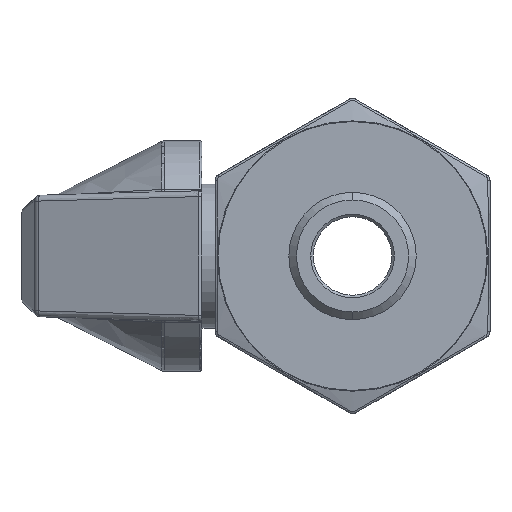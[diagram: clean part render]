
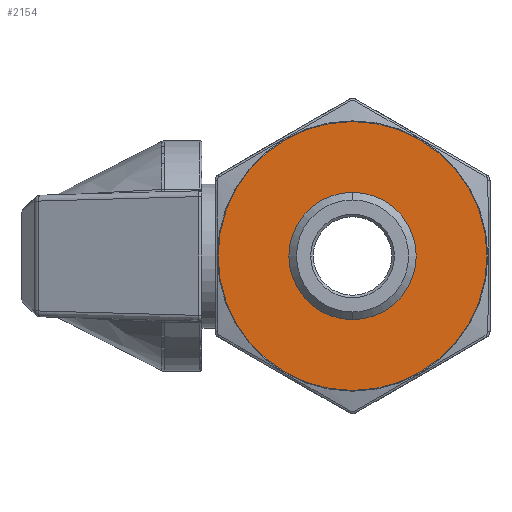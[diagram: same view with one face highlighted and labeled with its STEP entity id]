
A CAD part, left-side view. The second image highlights one B-rep face of the part: STEP entity #2154.
In plain terms, the highlighted planar face has unit normal (-1, 0, 0).
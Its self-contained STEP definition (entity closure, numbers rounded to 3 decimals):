
#1641 = DIRECTION ( 'NONE',  ( 0., 0., 1. ) ) ;
#2154 = ADVANCED_FACE ( 'NONE', ( #20486, #7582 ), #17389, .T. ) ;
#2313 = EDGE_CURVE ( 'NONE', #4332, #21831, #20769, .T. ) ;
#2438 = AXIS2_PLACEMENT_3D ( 'NONE', #12349, #15991, #1641 ) ;
#3289 = DIRECTION ( 'NONE',  ( 1., 0., 0. ) ) ;
#3575 = AXIS2_PLACEMENT_3D ( 'NONE', #17373, #3289, #19396 ) ;
#4332 = VERTEX_POINT ( 'NONE', #4620 ) ;
#4620 = CARTESIAN_POINT ( 'NONE',  ( -10.5, 0., 4.683 ) ) ;
#4802 = CARTESIAN_POINT ( 'NONE',  ( -10.5, 0., -4.683 ) ) ;
#5796 = DIRECTION ( 'NONE',  ( 0., 0., 1. ) ) ;
#6999 = CIRCLE ( 'NONE', #2438, 10.274 ) ;
#7582 = FACE_OUTER_BOUND ( 'NONE', #12534, .T. ) ;
#7671 = EDGE_LOOP ( 'NONE', ( #19565, #14591 ) ) ;
#8046 = AXIS2_PLACEMENT_3D ( 'NONE', #12113, #17544, #18772 ) ;
#10254 = EDGE_CURVE ( 'NONE', #20081, #21326, #6999, .T. ) ;
#10610 = CARTESIAN_POINT ( 'NONE',  ( -10.5, 0., 0. ) ) ;
#12113 = CARTESIAN_POINT ( 'NONE',  ( -10.5, 4.283, 0. ) ) ;
#12349 = CARTESIAN_POINT ( 'NONE',  ( -10.5, 0., 0. ) ) ;
#12534 = EDGE_LOOP ( 'NONE', ( #13104, #23015 ) ) ;
#13104 = ORIENTED_EDGE ( 'NONE', *, *, #15479, .T. ) ;
#13845 = AXIS2_PLACEMENT_3D ( 'NONE', #10610, #23029, #16015 ) ;
#14591 = ORIENTED_EDGE ( 'NONE', *, *, #16847, .T. ) ;
#14650 = CARTESIAN_POINT ( 'NONE',  ( -10.5, 0., -10.274 ) ) ;
#15479 = EDGE_CURVE ( 'NONE', #21326, #20081, #20286, .T. ) ;
#15991 = DIRECTION ( 'NONE',  ( -1., 0., 0. ) ) ;
#16015 = DIRECTION ( 'NONE',  ( 0., 0., 1. ) ) ;
#16317 = AXIS2_PLACEMENT_3D ( 'NONE', #16527, #16678, #5796 ) ;
#16527 = CARTESIAN_POINT ( 'NONE',  ( -10.5, 0., 0. ) ) ;
#16678 = DIRECTION ( 'NONE',  ( 1., 0., 0. ) ) ;
#16847 = EDGE_CURVE ( 'NONE', #21831, #4332, #20470, .T. ) ;
#17373 = CARTESIAN_POINT ( 'NONE',  ( -10.5, 0., 0. ) ) ;
#17389 = PLANE ( 'NONE',  #8046 ) ;
#17544 = DIRECTION ( 'NONE',  ( -1., 0., 0. ) ) ;
#18772 = DIRECTION ( 'NONE',  ( 0., 0., 1. ) ) ;
#19396 = DIRECTION ( 'NONE',  ( 0., 0., 1. ) ) ;
#19565 = ORIENTED_EDGE ( 'NONE', *, *, #2313, .T. ) ;
#20081 = VERTEX_POINT ( 'NONE', #14650 ) ;
#20286 = CIRCLE ( 'NONE', #13845, 10.274 ) ;
#20470 = CIRCLE ( 'NONE', #16317, 4.683 ) ;
#20486 = FACE_BOUND ( 'NONE', #7671, .T. ) ;
#20520 = CARTESIAN_POINT ( 'NONE',  ( -10.5, 0., 10.274 ) ) ;
#20769 = CIRCLE ( 'NONE', #3575, 4.683 ) ;
#21326 = VERTEX_POINT ( 'NONE', #20520 ) ;
#21831 = VERTEX_POINT ( 'NONE', #4802 ) ;
#23015 = ORIENTED_EDGE ( 'NONE', *, *, #10254, .T. ) ;
#23029 = DIRECTION ( 'NONE',  ( -1., 0., 0. ) ) ;
